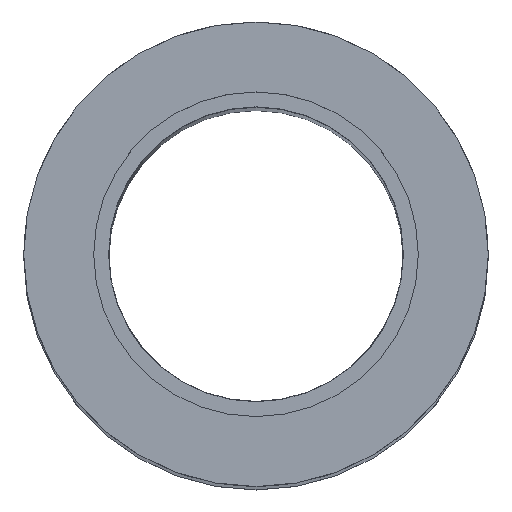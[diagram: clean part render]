
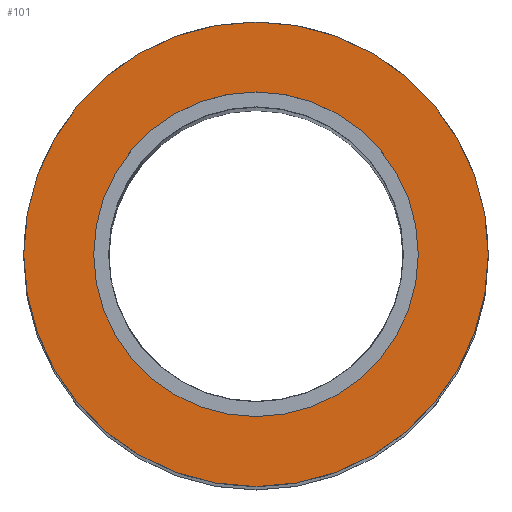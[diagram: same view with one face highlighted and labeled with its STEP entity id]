
A CAD part, top view. The second image highlights one B-rep face of the part: STEP entity #101.
In plain terms, the highlighted face is planar.
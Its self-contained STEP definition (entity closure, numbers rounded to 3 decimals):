
#21 = DIRECTION ( 'NONE',  ( 0., 1., 0. ) ) ;
#101 = ADVANCED_FACE ( 'NONE', ( #959, #349 ), #818, .T. ) ;
#166 = EDGE_CURVE ( 'NONE', #861, #861, #585, .T. ) ;
#297 = CARTESIAN_POINT ( 'NONE',  ( 0., 5.1, -37.5 ) ) ;
#349 = FACE_OUTER_BOUND ( 'NONE', #351, .T. ) ;
#351 = EDGE_LOOP ( 'NONE', ( #504 ) ) ;
#377 = ORIENTED_EDGE ( 'NONE', *, *, #969, .T. ) ;
#392 = DIRECTION ( 'NONE',  ( 0., -1., 0. ) ) ;
#398 = CIRCLE ( 'NONE', #650, 26.2 ) ;
#415 = DIRECTION ( 'NONE',  ( 0., 0., 1. ) ) ;
#432 = CARTESIAN_POINT ( 'NONE',  ( 0., 5.1, 0. ) ) ;
#463 = DIRECTION ( 'NONE',  ( 0., 0., -1. ) ) ;
#504 = ORIENTED_EDGE ( 'NONE', *, *, #166, .T. ) ;
#585 = CIRCLE ( 'NONE', #819, 37.5 ) ;
#618 = CARTESIAN_POINT ( 'NONE',  ( 0., 5.1, 0. ) ) ;
#620 = CARTESIAN_POINT ( 'NONE',  ( 37.5, 5.1, 0. ) ) ;
#650 = AXIS2_PLACEMENT_3D ( 'NONE', #618, #392, #463 ) ;
#682 = CARTESIAN_POINT ( 'NONE',  ( 0., 5.1, -26.2 ) ) ;
#732 = DIRECTION ( 'NONE',  ( 0., 1., 0. ) ) ;
#744 = DIRECTION ( 'NONE',  ( 0., 0., -1. ) ) ;
#749 = EDGE_LOOP ( 'NONE', ( #377 ) ) ;
#800 = AXIS2_PLACEMENT_3D ( 'NONE', #620, #732, #415 ) ;
#818 = PLANE ( 'NONE',  #800 ) ;
#819 = AXIS2_PLACEMENT_3D ( 'NONE', #432, #21, #744 ) ;
#861 = VERTEX_POINT ( 'NONE', #297 ) ;
#883 = VERTEX_POINT ( 'NONE', #682 ) ;
#959 = FACE_BOUND ( 'NONE', #749, .T. ) ;
#969 = EDGE_CURVE ( 'NONE', #883, #883, #398, .T. ) ;
